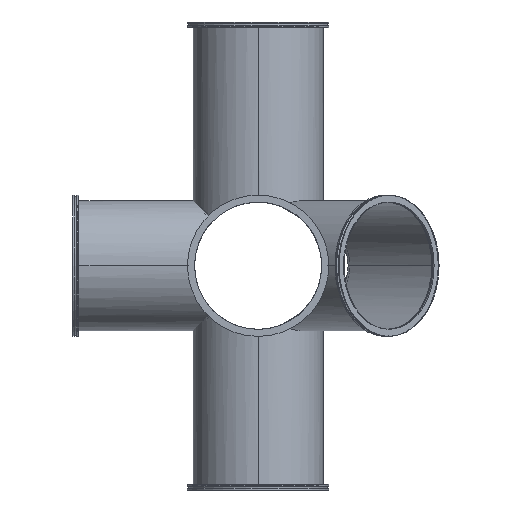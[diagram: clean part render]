
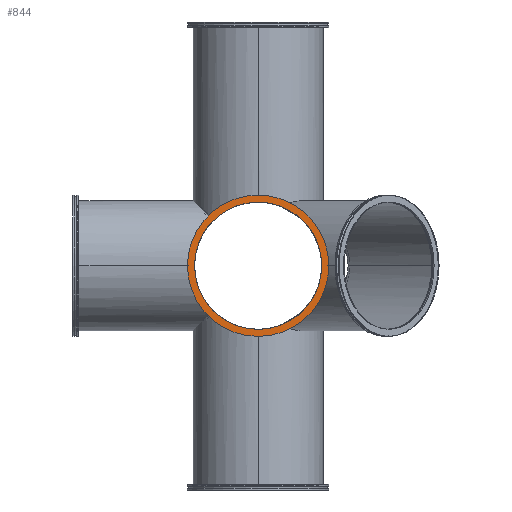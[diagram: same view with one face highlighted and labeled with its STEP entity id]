
A CAD part, left-side view. The second image highlights one B-rep face of the part: STEP entity #844.
In plain terms, the highlighted planar face has unit normal (-1, 0, 0).
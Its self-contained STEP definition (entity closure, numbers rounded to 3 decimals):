
#45 = CYLINDRICAL_SURFACE('',#46,130.5);
#46 = AXIS2_PLACEMENT_3D('',#47,#48,#49);
#47 = CARTESIAN_POINT('',(0.,0.,0.));
#48 = DIRECTION('',(-1.,0.,0.));
#49 = DIRECTION('',(0.,1.,0.));
#722 = CYLINDRICAL_SURFACE('',#723,145.);
#723 = AXIS2_PLACEMENT_3D('',#724,#725,#726);
#724 = CARTESIAN_POINT('',(-0.6,0.,0.));
#725 = DIRECTION('',(1.,0.,0.));
#726 = DIRECTION('',(0.,-1.,0.));
#768 = VERTEX_POINT('',#769);
#769 = CARTESIAN_POINT('',(0.,-145.,0.));
#789 = EDGE_CURVE('',#790,#768,#792,.T.);
#790 = VERTEX_POINT('',#791);
#791 = CARTESIAN_POINT('',(0.,145.,0.));
#792 = SURFACE_CURVE('',#793,(#798,#805),.PCURVE_S1.);
#793 = CIRCLE('',#794,145.);
#794 = AXIS2_PLACEMENT_3D('',#795,#796,#797);
#795 = CARTESIAN_POINT('',(0.,0.,0.));
#796 = DIRECTION('',(-1.,0.,0.));
#797 = DIRECTION('',(0.,1.,0.));
#798 = PCURVE('',#722,#799);
#799 = DEFINITIONAL_REPRESENTATION('',(#800),#804);
#800 = LINE('',#801,#802);
#801 = CARTESIAN_POINT('',(3.142,0.6));
#802 = VECTOR('',#803,1.);
#803 = DIRECTION('',(-1.,0.));
#804 = ( GEOMETRIC_REPRESENTATION_CONTEXT(2) 
PARAMETRIC_REPRESENTATION_CONTEXT() REPRESENTATION_CONTEXT('2D SPACE',''
  ) );
#805 = PCURVE('',#806,#811);
#806 = PLANE('',#807);
#807 = AXIS2_PLACEMENT_3D('',#808,#809,#810);
#808 = CARTESIAN_POINT('',(0.,0.,0.));
#809 = DIRECTION('',(1.,0.,0.));
#810 = DIRECTION('',(0.,-1.,0.));
#811 = DEFINITIONAL_REPRESENTATION('',(#812),#820);
#812 = ( BOUNDED_CURVE() B_SPLINE_CURVE(2,(#813,#814,#815,#816,#817,#818
,#819),.UNSPECIFIED.,.T.,.F.) B_SPLINE_CURVE_WITH_KNOTS((1,2,2,2,2,1),(
    -2.094,0.,2.094,4.189,6.283,
8.378),.UNSPECIFIED.) CURVE() GEOMETRIC_REPRESENTATION_ITEM() 
RATIONAL_B_SPLINE_CURVE((1.,0.5,1.,0.5,1.,0.5,1.)) REPRESENTATION_ITEM(
  '') );
#813 = CARTESIAN_POINT('',(-145.,0.));
#814 = CARTESIAN_POINT('',(-145.,251.147));
#815 = CARTESIAN_POINT('',(72.5,125.574));
#816 = CARTESIAN_POINT('',(290.,0.));
#817 = CARTESIAN_POINT('',(72.5,-125.574));
#818 = CARTESIAN_POINT('',(-145.,-251.147));
#819 = CARTESIAN_POINT('',(-145.,0.));
#820 = ( GEOMETRIC_REPRESENTATION_CONTEXT(2) 
PARAMETRIC_REPRESENTATION_CONTEXT() REPRESENTATION_CONTEXT('2D SPACE',''
  ) );
#822 = EDGE_CURVE('',#790,#768,#823,.T.);
#823 = SURFACE_CURVE('',#824,(#829,#836),.PCURVE_S1.);
#824 = CIRCLE('',#825,145.);
#825 = AXIS2_PLACEMENT_3D('',#826,#827,#828);
#826 = CARTESIAN_POINT('',(0.,0.,0.));
#827 = DIRECTION('',(1.,0.,0.));
#828 = DIRECTION('',(0.,1.,0.));
#829 = PCURVE('',#722,#830);
#830 = DEFINITIONAL_REPRESENTATION('',(#831),#835);
#831 = LINE('',#832,#833);
#832 = CARTESIAN_POINT('',(3.142,0.6));
#833 = VECTOR('',#834,1.);
#834 = DIRECTION('',(1.,0.));
#835 = ( GEOMETRIC_REPRESENTATION_CONTEXT(2) 
PARAMETRIC_REPRESENTATION_CONTEXT() REPRESENTATION_CONTEXT('2D SPACE',''
  ) );
#836 = PCURVE('',#806,#837);
#837 = DEFINITIONAL_REPRESENTATION('',(#838),#842);
#838 = CIRCLE('',#839,145.);
#839 = AXIS2_PLACEMENT_2D('',#840,#841);
#840 = CARTESIAN_POINT('',(0.,0.));
#841 = DIRECTION('',(-1.,-0.));
#842 = ( GEOMETRIC_REPRESENTATION_CONTEXT(2) 
PARAMETRIC_REPRESENTATION_CONTEXT() REPRESENTATION_CONTEXT('2D SPACE',''
  ) );
#844 = ADVANCED_FACE('',(#845,#849),#806,.F.);
#845 = FACE_BOUND('',#846,.F.);
#846 = EDGE_LOOP('',(#847,#848));
#847 = ORIENTED_EDGE('',*,*,#789,.F.);
#848 = ORIENTED_EDGE('',*,*,#822,.T.);
#849 = FACE_BOUND('',#850,.F.);
#850 = EDGE_LOOP('',(#851,#881));
#851 = ORIENTED_EDGE('',*,*,#852,.T.);
#852 = EDGE_CURVE('',#853,#855,#857,.T.);
#853 = VERTEX_POINT('',#854);
#854 = CARTESIAN_POINT('',(0.,130.5,0.));
#855 = VERTEX_POINT('',#856);
#856 = CARTESIAN_POINT('',(0.,-130.5,0.));
#857 = SURFACE_CURVE('',#858,(#863,#874),.PCURVE_S1.);
#858 = CIRCLE('',#859,130.5);
#859 = AXIS2_PLACEMENT_3D('',#860,#861,#862);
#860 = CARTESIAN_POINT('',(0.,0.,0.));
#861 = DIRECTION('',(-1.,0.,0.));
#862 = DIRECTION('',(0.,1.,0.));
#863 = PCURVE('',#806,#864);
#864 = DEFINITIONAL_REPRESENTATION('',(#865),#873);
#865 = ( BOUNDED_CURVE() B_SPLINE_CURVE(2,(#866,#867,#868,#869,#870,#871
,#872),.UNSPECIFIED.,.T.,.F.) B_SPLINE_CURVE_WITH_KNOTS((1,2,2,2,2,1),(
    -2.094,0.,2.094,4.189,6.283,
8.378),.UNSPECIFIED.) CURVE() GEOMETRIC_REPRESENTATION_ITEM() 
RATIONAL_B_SPLINE_CURVE((1.,0.5,1.,0.5,1.,0.5,1.)) REPRESENTATION_ITEM(
  '') );
#866 = CARTESIAN_POINT('',(-130.5,0.));
#867 = CARTESIAN_POINT('',(-130.5,226.033));
#868 = CARTESIAN_POINT('',(65.25,113.016));
#869 = CARTESIAN_POINT('',(261.,0.));
#870 = CARTESIAN_POINT('',(65.25,-113.016));
#871 = CARTESIAN_POINT('',(-130.5,-226.033));
#872 = CARTESIAN_POINT('',(-130.5,0.));
#873 = ( GEOMETRIC_REPRESENTATION_CONTEXT(2) 
PARAMETRIC_REPRESENTATION_CONTEXT() REPRESENTATION_CONTEXT('2D SPACE',''
  ) );
#874 = PCURVE('',#45,#875);
#875 = DEFINITIONAL_REPRESENTATION('',(#876),#880);
#876 = LINE('',#877,#878);
#877 = CARTESIAN_POINT('',(0.,0.));
#878 = VECTOR('',#879,1.);
#879 = DIRECTION('',(1.,0.));
#880 = ( GEOMETRIC_REPRESENTATION_CONTEXT(2) 
PARAMETRIC_REPRESENTATION_CONTEXT() REPRESENTATION_CONTEXT('2D SPACE',''
  ) );
#881 = ORIENTED_EDGE('',*,*,#882,.T.);
#882 = EDGE_CURVE('',#855,#853,#883,.T.);
#883 = SURFACE_CURVE('',#884,(#889,#900),.PCURVE_S1.);
#884 = CIRCLE('',#885,130.5);
#885 = AXIS2_PLACEMENT_3D('',#886,#887,#888);
#886 = CARTESIAN_POINT('',(0.,0.,0.));
#887 = DIRECTION('',(-1.,0.,0.));
#888 = DIRECTION('',(0.,-1.,0.));
#889 = PCURVE('',#806,#890);
#890 = DEFINITIONAL_REPRESENTATION('',(#891),#899);
#891 = ( BOUNDED_CURVE() B_SPLINE_CURVE(2,(#892,#893,#894,#895,#896,#897
,#898),.UNSPECIFIED.,.T.,.F.) B_SPLINE_CURVE_WITH_KNOTS((1,2,2,2,2,1),(
    -2.094,0.,2.094,4.189,6.283,
8.378),.UNSPECIFIED.) CURVE() GEOMETRIC_REPRESENTATION_ITEM() 
RATIONAL_B_SPLINE_CURVE((1.,0.5,1.,0.5,1.,0.5,1.)) REPRESENTATION_ITEM(
  '') );
#892 = CARTESIAN_POINT('',(130.5,0.));
#893 = CARTESIAN_POINT('',(130.5,-226.033));
#894 = CARTESIAN_POINT('',(-65.25,-113.016));
#895 = CARTESIAN_POINT('',(-261.,0.));
#896 = CARTESIAN_POINT('',(-65.25,113.016));
#897 = CARTESIAN_POINT('',(130.5,226.033));
#898 = CARTESIAN_POINT('',(130.5,0.));
#899 = ( GEOMETRIC_REPRESENTATION_CONTEXT(2) 
PARAMETRIC_REPRESENTATION_CONTEXT() REPRESENTATION_CONTEXT('2D SPACE',''
  ) );
#900 = PCURVE('',#45,#901);
#901 = DEFINITIONAL_REPRESENTATION('',(#902),#906);
#902 = LINE('',#903,#904);
#903 = CARTESIAN_POINT('',(3.142,0.));
#904 = VECTOR('',#905,1.);
#905 = DIRECTION('',(1.,0.));
#906 = ( GEOMETRIC_REPRESENTATION_CONTEXT(2) 
PARAMETRIC_REPRESENTATION_CONTEXT() REPRESENTATION_CONTEXT('2D SPACE',''
  ) );
